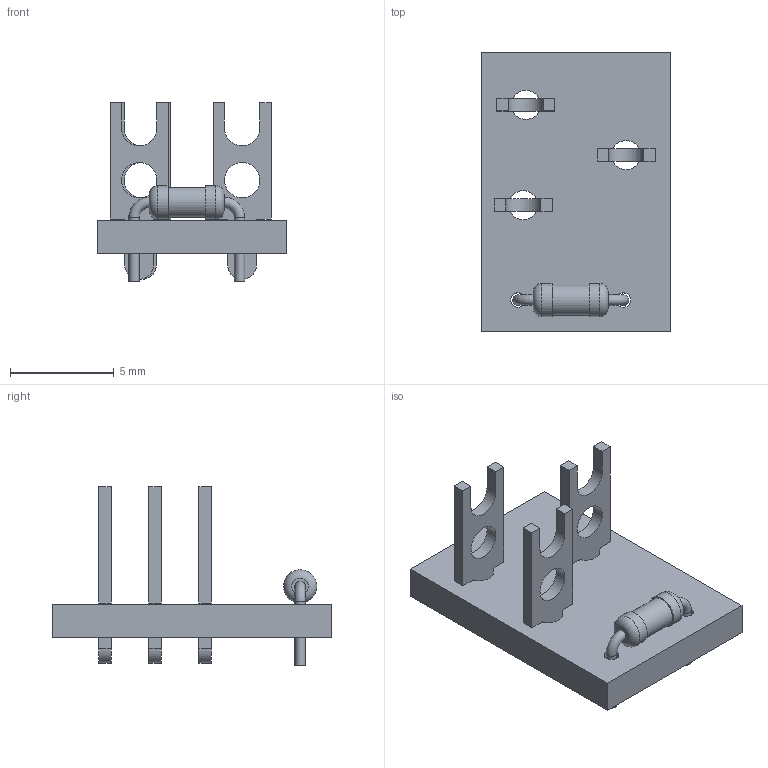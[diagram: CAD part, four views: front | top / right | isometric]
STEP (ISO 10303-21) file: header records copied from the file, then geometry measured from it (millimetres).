
FILE_DESCRIPTION(('KiCad electronic assembly'),'2;1');
FILE_NAME('placa sensor de mangal.step','2021-05-08T23:15:00',( 'An Author'),('A Company'),'Open CASCADE STEP processor 6.9', 'KiCad to STEP converter','Unknown');
FILE_SCHEMA(('AUTOMOTIVE_DESIGN { 1 0 10303 214 1 1 1 1 }'));
Length unit declared in the file: millimetre
Products named in the file (6): Open CASCADE STEP translator 6.9 1; R_Axial_DIN0204_L3.6mm_D1.6mm_P5.08mm_Horizontal; SOLID; Pin_D1.4mm_L8.5mm_W2.8mm_FlatFork; COMPOUND
Assembly tree (7 placements, depth 3):
  Open CASCADE STEP translator 6.9 1
    R_Axial_DIN0204_L3.6mm_D1.6mm_P5.08mm_Horizontal
      SOLID
    Pin_D1.4mm_L8.5mm_W2.8mm_FlatFork  x3
      SOLID
    COMPOUND
Bounding box: 9.14 x 13.46 x 8.6 mm (x, y, z)
Volume: 221.5 mm3; surface area: 508.9 mm2
Topology: 5 solids, 5 shells, 71 faces, 167 edges, 110 vertices
Faces by surface type: plane 48, cylinder 19, torus 4
Full cylindrical faces by diameter (mm): 0.5 x2, 0.7 x2, 1.4 x3, 1.44 x1, 1.6 x2, 1.7 x3
Entity records: 3359 total; most frequent: CARTESIAN_POINT 1214, DIRECTION 383, LINE 203, VECTOR 203, ORIENTED_EDGE 178, PCURVE 178, DEFINITIONAL_REPRESENTATION 178, EDGE_CURVE 89
